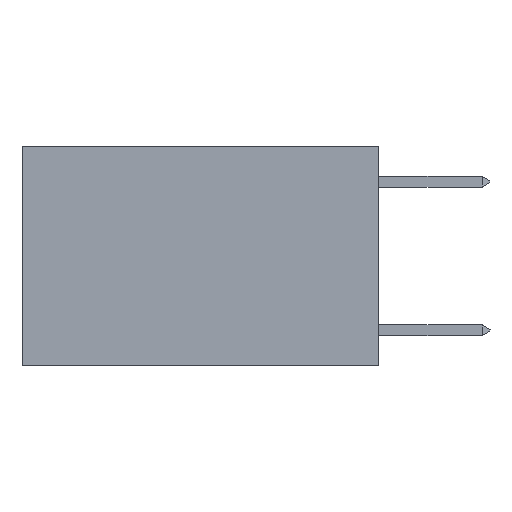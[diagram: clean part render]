
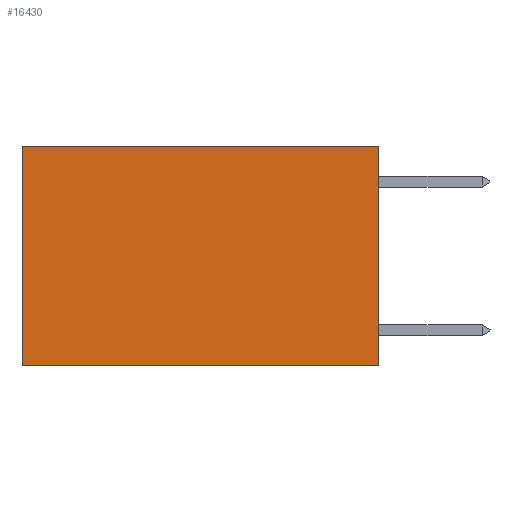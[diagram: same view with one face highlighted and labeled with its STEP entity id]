
A CAD part, left-side view. The second image highlights one B-rep face of the part: STEP entity #16430.
In plain terms, the highlighted planar face has unit normal (-1, 0, 0).
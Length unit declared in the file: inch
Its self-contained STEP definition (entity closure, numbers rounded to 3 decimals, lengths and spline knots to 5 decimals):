
#426 = CARTESIAN_POINT ( 'NONE',  ( 0.2625, 0., -0.37 ) ) ;
#858 = EDGE_CURVE ( 'NONE', #21045, #26964, #17384, .T. ) ;
#2518 = CARTESIAN_POINT ( 'NONE',  ( 0.2625, 0.6, 0. ) ) ;
#3607 = EDGE_CURVE ( 'NONE', #24562, #26964, #28555, .T. ) ;
#4835 = VERTEX_POINT ( 'NONE', #25589 ) ;
#5439 = EDGE_CURVE ( 'NONE', #4835, #24562, #25085, .T. ) ;
#6089 = DIRECTION ( 'NONE',  ( 0., 1., 0. ) ) ;
#6453 = FACE_OUTER_BOUND ( 'NONE', #22054, .T. ) ;
#6993 = VECTOR ( 'NONE', #26414, 39.37008 ) ;
#7541 = DIRECTION ( 'NONE',  ( 0., 0., -1. ) ) ;
#7927 = ORIENTED_EDGE ( 'NONE', *, *, #858, .T. ) ;
#10560 = CARTESIAN_POINT ( 'NONE',  ( 0.2625, 0., 0. ) ) ;
#11972 = VECTOR ( 'NONE', #6089, 39.37008 ) ;
#12343 = PLANE ( 'NONE',  #21499 ) ;
#12691 = LINE ( 'NONE', #24228, #11972 ) ;
#14342 = CARTESIAN_POINT ( 'NONE',  ( 0.2625, 0., -0.37 ) ) ;
#16430 = ADVANCED_FACE ( 'NONE', ( #6453 ), #12343, .F. ) ;
#16509 = VECTOR ( 'NONE', #27923, 39.37008 ) ;
#17384 = LINE ( 'NONE', #2518, #22040 ) ;
#20399 = EDGE_CURVE ( 'NONE', #4835, #21045, #12691, .T. ) ;
#21045 = VERTEX_POINT ( 'NONE', #28755 ) ;
#21409 = DIRECTION ( 'NONE',  ( 1., 0., 0. ) ) ;
#21499 = AXIS2_PLACEMENT_3D ( 'NONE', #23671, #21409, #28199 ) ;
#22040 = VECTOR ( 'NONE', #7541, 39.37008 ) ;
#22048 = CARTESIAN_POINT ( 'NONE',  ( 0.2625, 0.6, -0.37 ) ) ;
#22054 = EDGE_LOOP ( 'NONE', ( #7927, #26461, #22077, #28192 ) ) ;
#22077 = ORIENTED_EDGE ( 'NONE', *, *, #5439, .F. ) ;
#23671 = CARTESIAN_POINT ( 'NONE',  ( 0.2625, 0., 0. ) ) ;
#24228 = CARTESIAN_POINT ( 'NONE',  ( 0.2625, 0., 0. ) ) ;
#24562 = VERTEX_POINT ( 'NONE', #426 ) ;
#25085 = LINE ( 'NONE', #10560, #6993 ) ;
#25589 = CARTESIAN_POINT ( 'NONE',  ( 0.2625, 0., 0. ) ) ;
#26414 = DIRECTION ( 'NONE',  ( 0., 0., -1. ) ) ;
#26461 = ORIENTED_EDGE ( 'NONE', *, *, #3607, .F. ) ;
#26964 = VERTEX_POINT ( 'NONE', #22048 ) ;
#27923 = DIRECTION ( 'NONE',  ( 0., 1., 0. ) ) ;
#28192 = ORIENTED_EDGE ( 'NONE', *, *, #20399, .T. ) ;
#28199 = DIRECTION ( 'NONE',  ( 0., 0., -1. ) ) ;
#28555 = LINE ( 'NONE', #14342, #16509 ) ;
#28755 = CARTESIAN_POINT ( 'NONE',  ( 0.2625, 0.6, 0. ) ) ;
